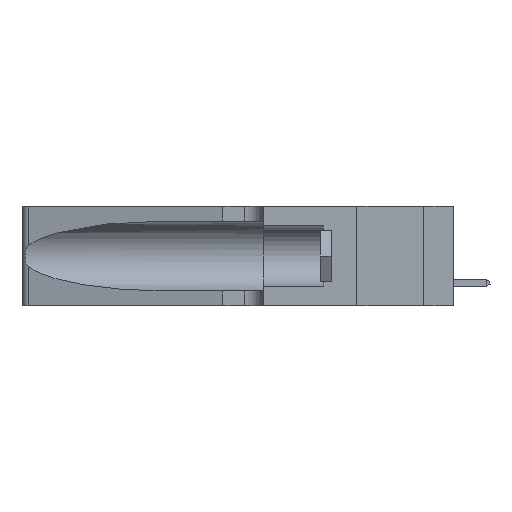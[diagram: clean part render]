
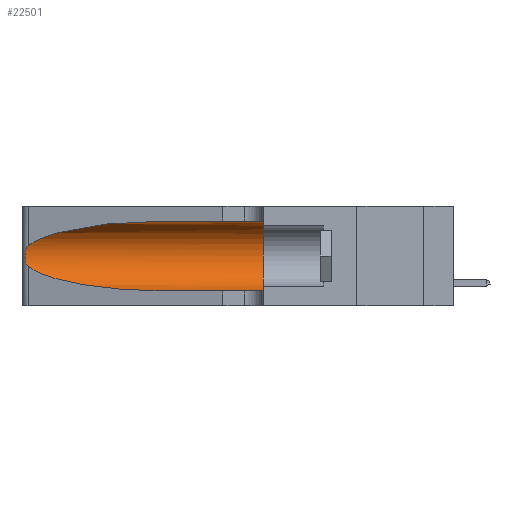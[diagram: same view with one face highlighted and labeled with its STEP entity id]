
A CAD part, left-side view. The second image highlights one B-rep face of the part: STEP entity #22501.
In plain terms, the highlighted cylindrical face has radius 3.308 mm (diameter 6.617 mm), a partial arc.
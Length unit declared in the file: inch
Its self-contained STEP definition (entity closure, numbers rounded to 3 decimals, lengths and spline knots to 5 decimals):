
#302 = B_SPLINE_CURVE_WITH_KNOTS ( 'NONE', 3,
 ( #17980, #2056, #10367, #9882, #7848, #8631, #28683, #25440, #19291, #24429, #29964, #27204, #16199, #10628 ),
 .UNSPECIFIED., .F., .F.,
 ( 4, 2, 2, 2, 2, 2, 4 ),
 ( 0., 0.00027, 0.00053, 0.00107, 0.0016, 0.00187, 0.00214 ),
 .UNSPECIFIED. ) ;
#369 = VERTEX_POINT ( 'NONE', #34700 ) ;
#715 = CARTESIAN_POINT ( 'NONE',  ( 0.1305, 1.61858, 0.05475 ) ) ;
#1565 = EDGE_CURVE ( 'NONE', #24690, #31160, #7241, .T. ) ;
#2056 = CARTESIAN_POINT ( 'NONE',  ( 0.25555, 1.22994, 0.2215 ) ) ;
#2622 = CARTESIAN_POINT ( 'NONE',  ( 0.1305, 1.61858, 0.185 ) ) ;
#3976 = CYLINDRICAL_SURFACE ( 'NONE', #21264, 0.13025 ) ;
#4703 = CARTESIAN_POINT ( 'NONE',  ( 0.18966, 0.96281, 0.31525 ) ) ;
#5681 = FACE_OUTER_BOUND ( 'NONE', #31976, .T. ) ;
#7241 =( BOUNDED_CURVE ( )  B_SPLINE_CURVE ( 3, ( #18338, #4703, #18213, #21364 ),
 .UNSPECIFIED., .F., .F. ) 
 B_SPLINE_CURVE_WITH_KNOTS ( ( 4, 4 ),
 ( 1.5708, 2.84003 ),
 .UNSPECIFIED. ) 
 CURVE ( )  GEOMETRIC_REPRESENTATION_ITEM ( )  RATIONAL_B_SPLINE_CURVE ( ( 1., 0.87, 0.87, 1. ) ) 
 REPRESENTATION_ITEM ( '' )  );
#7848 = CARTESIAN_POINT ( 'NONE',  ( 0.25854, 1.2359, 0.20912 ) ) ;
#8631 = CARTESIAN_POINT ( 'NONE',  ( 0.26018, 1.23835, 0.19895 ) ) ;
#9755 = CARTESIAN_POINT ( 'NONE',  ( 0.1305, 0.72297, 0.05475 ) ) ;
#9765 = ORIENTED_EDGE ( 'NONE', *, *, #1565, .T. ) ;
#9818 = CARTESIAN_POINT ( 'NONE',  ( 0.25487, 1.22718, 0.14631 ) ) ;
#9882 = CARTESIAN_POINT ( 'NONE',  ( 0.25787, 1.23484, 0.2124 ) ) ;
#9938 = CARTESIAN_POINT ( 'NONE',  ( 0.18966, 0.96281, 0.05475 ) ) ;
#10367 = CARTESIAN_POINT ( 'NONE',  ( 0.25639, 1.23184, 0.21858 ) ) ;
#10628 = CARTESIAN_POINT ( 'NONE',  ( 0.25487, 1.22718, 0.14631 ) ) ;
#10640 = LINE ( 'NONE', #16293, #17584 ) ;
#10908 = DIRECTION ( 'NONE',  ( 0., -1., 0. ) ) ;
#11293 = EDGE_CURVE ( 'NONE', #24690, #15915, #10640, .T. ) ;
#11486 = EDGE_CURVE ( 'NONE', #31160, #27594, #302, .T. ) ;
#12738 = CARTESIAN_POINT ( 'NONE',  ( 0.1305, 0.72297, 0.05475 ) ) ;
#13051 = ORIENTED_EDGE ( 'NONE', *, *, #14976, .T. ) ;
#13092 = EDGE_CURVE ( 'NONE', #15915, #369, #13608, .T. ) ;
#13608 = CIRCLE ( 'NONE', #15958, 0.13025 ) ;
#14805 = DIRECTION ( 'NONE',  ( 0., 1., 0. ) ) ;
#14976 = EDGE_CURVE ( 'NONE', #27594, #30221, #31810, .T. ) ;
#15116 = LINE ( 'NONE', #715, #18140 ) ;
#15915 = VERTEX_POINT ( 'NONE', #32098 ) ;
#15958 = AXIS2_PLACEMENT_3D ( 'NONE', #34001, #14805, #23158 ) ;
#16199 = CARTESIAN_POINT ( 'NONE',  ( 0.25555, 1.22993, 0.14849 ) ) ;
#16293 = CARTESIAN_POINT ( 'NONE',  ( 0.1305, 1.61858, 0.31525 ) ) ;
#16719 = DIRECTION ( 'NONE',  ( 0., -1., 0. ) ) ;
#17563 = ORIENTED_EDGE ( 'NONE', *, *, #13092, .F. ) ;
#17584 = VECTOR ( 'NONE', #16719, 39.37008 ) ;
#17980 = CARTESIAN_POINT ( 'NONE',  ( 0.25487, 1.22718, 0.22369 ) ) ;
#18140 = VECTOR ( 'NONE', #23095, 39.37008 ) ;
#18213 = CARTESIAN_POINT ( 'NONE',  ( 0.2373, 1.15595, 0.28018 ) ) ;
#18338 = CARTESIAN_POINT ( 'NONE',  ( 0.1305, 0.72297, 0.31525 ) ) ;
#19291 = CARTESIAN_POINT ( 'NONE',  ( 0.26017, 1.23833, 0.17102 ) ) ;
#20061 = ORIENTED_EDGE ( 'NONE', *, *, #11486, .T. ) ;
#21264 = AXIS2_PLACEMENT_3D ( 'NONE', #2622, #10908, #33033 ) ;
#21364 = CARTESIAN_POINT ( 'NONE',  ( 0.25487, 1.22718, 0.22369 ) ) ;
#22462 = ORIENTED_EDGE ( 'NONE', *, *, #11293, .F. ) ;
#22501 = ADVANCED_FACE ( 'NONE', ( #5681 ), #3976, .F. ) ;
#23095 = DIRECTION ( 'NONE',  ( 0., -1., 0. ) ) ;
#23158 = DIRECTION ( 'NONE',  ( 0., 0., 1. ) ) ;
#24429 = CARTESIAN_POINT ( 'NONE',  ( 0.25856, 1.23593, 0.16098 ) ) ;
#24690 = VERTEX_POINT ( 'NONE', #31679 ) ;
#25440 = CARTESIAN_POINT ( 'NONE',  ( 0.26075, 1.23896, 0.178 ) ) ;
#26018 = CARTESIAN_POINT ( 'NONE',  ( 0.25487, 1.22718, 0.22369 ) ) ;
#26536 = CARTESIAN_POINT ( 'NONE',  ( 0.2373, 1.15595, 0.08982 ) ) ;
#27204 = CARTESIAN_POINT ( 'NONE',  ( 0.25639, 1.23186, 0.15144 ) ) ;
#27594 = VERTEX_POINT ( 'NONE', #32328 ) ;
#28683 = CARTESIAN_POINT ( 'NONE',  ( 0.26075, 1.23896, 0.19203 ) ) ;
#29964 = CARTESIAN_POINT ( 'NONE',  ( 0.25789, 1.23486, 0.15765 ) ) ;
#30083 = ORIENTED_EDGE ( 'NONE', *, *, #34438, .T. ) ;
#30221 = VERTEX_POINT ( 'NONE', #9755 ) ;
#31160 = VERTEX_POINT ( 'NONE', #26018 ) ;
#31679 = CARTESIAN_POINT ( 'NONE',  ( 0.1305, 0.72297, 0.31525 ) ) ;
#31810 =( BOUNDED_CURVE ( )  B_SPLINE_CURVE ( 3, ( #9818, #26536, #9938, #12738 ),
 .UNSPECIFIED., .F., .T. ) 
 B_SPLINE_CURVE_WITH_KNOTS ( ( 4, 4 ),
 ( 3.44316, 4.71239 ),
 .UNSPECIFIED. ) 
 CURVE ( )  GEOMETRIC_REPRESENTATION_ITEM ( )  RATIONAL_B_SPLINE_CURVE ( ( 1., 0.87, 0.87, 1. ) ) 
 REPRESENTATION_ITEM ( '' )  );
#31976 = EDGE_LOOP ( 'NONE', ( #9765, #20061, #13051, #30083, #17563, #22462 ) ) ;
#32098 = CARTESIAN_POINT ( 'NONE',  ( 0.1305, 0.35, 0.31525 ) ) ;
#32328 = CARTESIAN_POINT ( 'NONE',  ( 0.25487, 1.22718, 0.14631 ) ) ;
#33033 = DIRECTION ( 'NONE',  ( 0., 0., -1. ) ) ;
#34001 = CARTESIAN_POINT ( 'NONE',  ( 0.1305, 0.35, 0.185 ) ) ;
#34438 = EDGE_CURVE ( 'NONE', #30221, #369, #15116, .T. ) ;
#34700 = CARTESIAN_POINT ( 'NONE',  ( 0.1305, 0.35, 0.05475 ) ) ;
